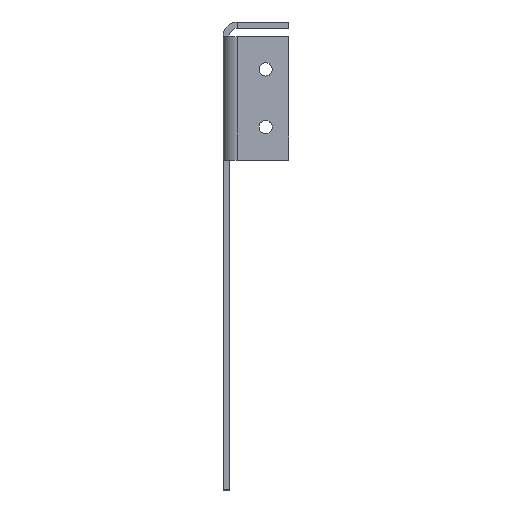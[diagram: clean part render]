
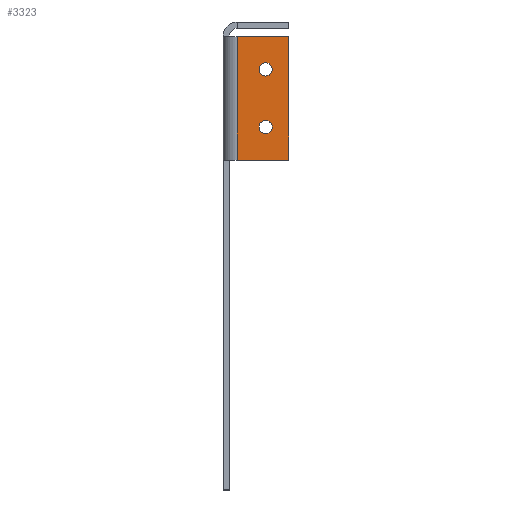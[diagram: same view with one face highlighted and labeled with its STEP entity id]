
A CAD part, left-side view. The second image highlights one B-rep face of the part: STEP entity #3323.
In plain terms, the highlighted planar face has unit normal (-1, 0, 0).
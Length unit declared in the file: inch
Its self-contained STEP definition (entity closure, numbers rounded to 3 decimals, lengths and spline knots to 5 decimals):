
#87 = EDGE_LOOP ( 'NONE', ( #3960, #2574 ) ) ;
#91 = CARTESIAN_POINT ( 'NONE',  ( -5.44375, -0.64717, 2.875 ) ) ;
#235 = FACE_OUTER_BOUND ( 'NONE', #2038, .T. ) ;
#242 = DIRECTION ( 'NONE',  ( 1., 0., 0. ) ) ;
#317 = PLANE ( 'NONE',  #1854 ) ;
#339 = DIRECTION ( 'NONE',  ( 0., 1., 0. ) ) ;
#354 = AXIS2_PLACEMENT_3D ( 'NONE', #91, #1626, #3898 ) ;
#396 = EDGE_CURVE ( 'NONE', #3041, #4866, #2007, .T. ) ;
#492 = VECTOR ( 'NONE', #4362, 39.37008 ) ;
#505 = CARTESIAN_POINT ( 'NONE',  ( -5.44375, -0.21875, 0. ) ) ;
#534 = EDGE_CURVE ( 'NONE', #2671, #2269, #3897, .T. ) ;
#569 = CARTESIAN_POINT ( 'NONE',  ( -5.44375, -0.54717, 2. ) ) ;
#639 = CIRCLE ( 'NONE', #2825, 0.1 ) ;
#649 = VECTOR ( 'NONE', #2336, 39.37008 ) ;
#701 = CARTESIAN_POINT ( 'NONE',  ( -5.44375, 0., 0. ) ) ;
#823 = LINE ( 'NONE', #3689, #3000 ) ;
#851 = CARTESIAN_POINT ( 'NONE',  ( -5.44375, -1., 3.375 ) ) ;
#884 = FACE_BOUND ( 'NONE', #2451, .T. ) ;
#997 = CIRCLE ( 'NONE', #4152, 0.1 ) ;
#1215 = CARTESIAN_POINT ( 'NONE',  ( -5.44375, -0.21875, 3.375 ) ) ;
#1274 = CARTESIAN_POINT ( 'NONE',  ( -5.44375, -0.21875, 1.5 ) ) ;
#1365 = CARTESIAN_POINT ( 'NONE',  ( -5.44375, -0.74717, 2.875 ) ) ;
#1371 = DIRECTION ( 'NONE',  ( 1., 0., 0. ) ) ;
#1529 = VERTEX_POINT ( 'NONE', #851 ) ;
#1555 = ORIENTED_EDGE ( 'NONE', *, *, #396, .T. ) ;
#1564 = LINE ( 'NONE', #3939, #492 ) ;
#1569 = CARTESIAN_POINT ( 'NONE',  ( -5.44375, -0.74717, 2. ) ) ;
#1572 = EDGE_CURVE ( 'NONE', #2398, #2322, #4873, .T. ) ;
#1626 = DIRECTION ( 'NONE',  ( 1., 0., 0. ) ) ;
#1648 = EDGE_CURVE ( 'NONE', #4222, #2269, #3534, .T. ) ;
#1673 = FACE_BOUND ( 'NONE', #87, .T. ) ;
#1683 = DIRECTION ( 'NONE',  ( 0., 0., -1. ) ) ;
#1742 = AXIS2_PLACEMENT_3D ( 'NONE', #1796, #242, #4777 ) ;
#1744 = CARTESIAN_POINT ( 'NONE',  ( -5.44375, -0.64717, 2. ) ) ;
#1796 = CARTESIAN_POINT ( 'NONE',  ( -5.44375, -0.64717, 2. ) ) ;
#1850 = DIRECTION ( 'NONE',  ( 0., 1., 0. ) ) ;
#1854 = AXIS2_PLACEMENT_3D ( 'NONE', #701, #1860, #1850 ) ;
#1860 = DIRECTION ( 'NONE',  ( 1., 0., 0. ) ) ;
#1871 = CARTESIAN_POINT ( 'NONE',  ( -5.44375, -0.64717, 2.875 ) ) ;
#1898 = EDGE_CURVE ( 'NONE', #2322, #2398, #639, .T. ) ;
#2007 = CIRCLE ( 'NONE', #1742, 0.1 ) ;
#2038 = EDGE_LOOP ( 'NONE', ( #3366, #3073, #4047, #3436, #4053 ) ) ;
#2106 = DIRECTION ( 'NONE',  ( 0., 1., 0. ) ) ;
#2269 = VERTEX_POINT ( 'NONE', #3223 ) ;
#2322 = VERTEX_POINT ( 'NONE', #1365 ) ;
#2336 = DIRECTION ( 'NONE',  ( 0., 0., 1. ) ) ;
#2398 = VERTEX_POINT ( 'NONE', #4132 ) ;
#2415 = VECTOR ( 'NONE', #3731, 39.37008 ) ;
#2451 = EDGE_LOOP ( 'NONE', ( #1555, #4799 ) ) ;
#2574 = ORIENTED_EDGE ( 'NONE', *, *, #1898, .T. ) ;
#2587 = CARTESIAN_POINT ( 'NONE',  ( -5.44375, -1., 3.375 ) ) ;
#2671 = VERTEX_POINT ( 'NONE', #1274 ) ;
#2825 = AXIS2_PLACEMENT_3D ( 'NONE', #1871, #2979, #339 ) ;
#2979 = DIRECTION ( 'NONE',  ( 1., 0., 0. ) ) ;
#3000 = VECTOR ( 'NONE', #4369, 39.37008 ) ;
#3041 = VERTEX_POINT ( 'NONE', #569 ) ;
#3073 = ORIENTED_EDGE ( 'NONE', *, *, #4285, .F. ) ;
#3126 = EDGE_CURVE ( 'NONE', #1529, #4222, #823, .T. ) ;
#3135 = EDGE_CURVE ( 'NONE', #4866, #3041, #997, .T. ) ;
#3223 = CARTESIAN_POINT ( 'NONE',  ( -5.44375, -0.21875, 3.37375 ) ) ;
#3248 = LINE ( 'NONE', #2587, #2415 ) ;
#3269 = CARTESIAN_POINT ( 'NONE',  ( -5.44375, -1., 1.5 ) ) ;
#3323 = ADVANCED_FACE ( 'NONE', ( #1673, #884, #235 ), #317, .F. ) ;
#3366 = ORIENTED_EDGE ( 'NONE', *, *, #534, .F. ) ;
#3378 = VERTEX_POINT ( 'NONE', #3269 ) ;
#3436 = ORIENTED_EDGE ( 'NONE', *, *, #3126, .T. ) ;
#3526 = CARTESIAN_POINT ( 'NONE',  ( -5.44375, -0.21875, -3.5 ) ) ;
#3534 = LINE ( 'NONE', #3526, #4418 ) ;
#3599 = EDGE_CURVE ( 'NONE', #3378, #1529, #3248, .T. ) ;
#3689 = CARTESIAN_POINT ( 'NONE',  ( -5.44375, -0.09375, 3.375 ) ) ;
#3731 = DIRECTION ( 'NONE',  ( 0., 0., 1. ) ) ;
#3897 = LINE ( 'NONE', #505, #649 ) ;
#3898 = DIRECTION ( 'NONE',  ( 0., 1., 0. ) ) ;
#3939 = CARTESIAN_POINT ( 'NONE',  ( -5.44375, -1., 1.5 ) ) ;
#3960 = ORIENTED_EDGE ( 'NONE', *, *, #1572, .T. ) ;
#4047 = ORIENTED_EDGE ( 'NONE', *, *, #3599, .T. ) ;
#4053 = ORIENTED_EDGE ( 'NONE', *, *, #1648, .T. ) ;
#4132 = CARTESIAN_POINT ( 'NONE',  ( -5.44375, -0.54717, 2.875 ) ) ;
#4152 = AXIS2_PLACEMENT_3D ( 'NONE', #1744, #1371, #2106 ) ;
#4222 = VERTEX_POINT ( 'NONE', #1215 ) ;
#4285 = EDGE_CURVE ( 'NONE', #3378, #2671, #1564, .T. ) ;
#4362 = DIRECTION ( 'NONE',  ( 0., 1., 0. ) ) ;
#4369 = DIRECTION ( 'NONE',  ( 0., 1., 0. ) ) ;
#4418 = VECTOR ( 'NONE', #1683, 39.37008 ) ;
#4777 = DIRECTION ( 'NONE',  ( 0., 1., 0. ) ) ;
#4799 = ORIENTED_EDGE ( 'NONE', *, *, #3135, .T. ) ;
#4866 = VERTEX_POINT ( 'NONE', #1569 ) ;
#4873 = CIRCLE ( 'NONE', #354, 0.1 ) ;
